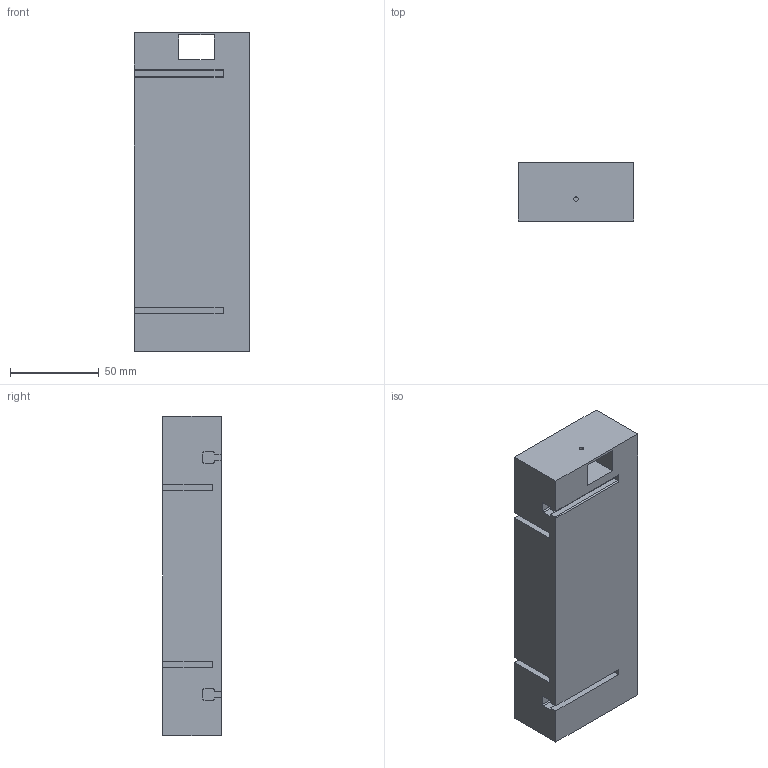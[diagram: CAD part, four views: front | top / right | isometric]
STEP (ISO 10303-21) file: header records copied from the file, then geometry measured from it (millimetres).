
FILE_DESCRIPTION (( 'STEP AP203' ), '1' );
FILE_NAME ('main_bottom_64mm_cut_Hole connections_Wider_Length_sldprt.STEP', '2022-02-11T20:35:53', ( '' ), ( '' ), 'SwSTEP 2.0', 'SolidWorks 2021', '' );
FILE_SCHEMA (( 'CONFIG_CONTROL_DESIGN' ));
Length unit declared in the file: millimetre
Products named in the file (1): main_bottom_64mm_cut_Hole connections_Wider_Length_sldprt
Bounding box: 65 x 33 x 180 mm (x, y, z)
Volume: 363966.4 mm3; surface area: 47082.8 mm2
Topology: 1 solids, 1 shells, 98 faces, 282 edges, 188 vertices
Faces by surface type: plane 66, cylinder 32
Entity records: 3295 total; most frequent: CARTESIAN_POINT 569, ORIENTED_EDGE 564, DIRECTION 544, EDGE_CURVE 282, LINE 218, VECTOR 218, VERTEX_POINT 188, AXIS2_PLACEMENT_3D 163
